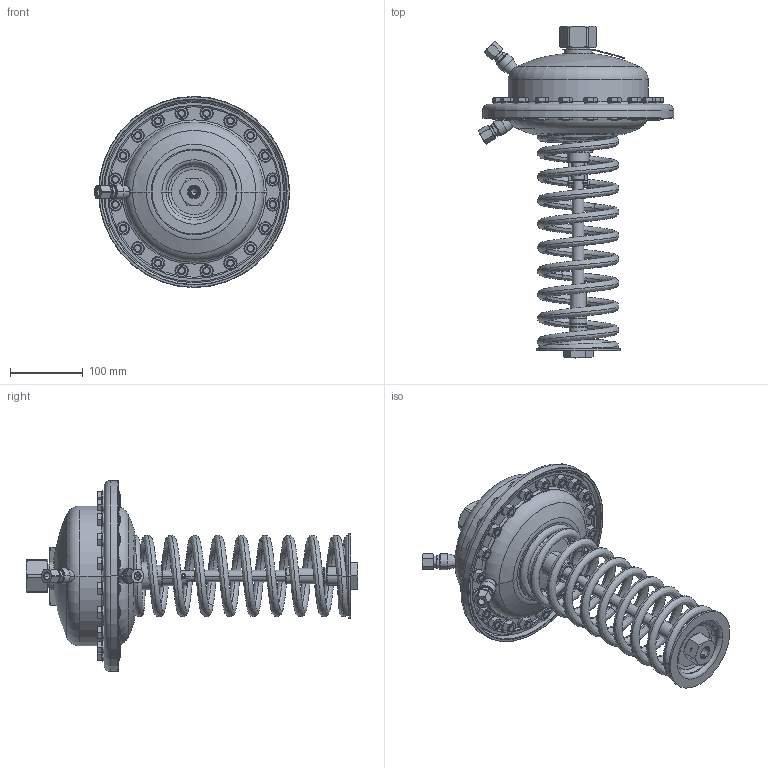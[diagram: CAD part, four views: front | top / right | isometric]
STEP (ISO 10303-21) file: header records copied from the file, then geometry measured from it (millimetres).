
FILE_DESCRIPTION((''),'2;1');
FILE_NAME('003G1016_ASM','2015-03-30T',('u317927'),('Danfoss'),'PRO/ENGINEER BY PARAMETRIC TECHNOLOGY CORPORATION, 2014000','PRO/ENGINEER BY PARAMETRIC TECHNOLOGY CORPORATION, 2014000','');
FILE_SCHEMA(('CONFIG_CONTROL_DESIGN'));
Length unit declared in the file: millimetre
Products named in the file (26): 8863073_2; 8863040_1; 8881045_1; 8863040_ASM_2_ASM; 8863055_1; 8863093_1; 8863072_1; 8863003_1; 8863042_ASM_1_ASM; 8863013_1; 8863006_1; 8539087_1; 8863011_1; 8863021_1; 8863023_1; 5201750_1; 5181800_1; 5191734_1; TESNILO_18X14_1; MANIFOLD_SOLID_BREP_106316; MANIFOLD_SOLID_BREP_107399; PRIKLJUCEK_2_1_ASM; 88810400_1; 5221571_1; 003G1016_ASM_1_ASM; 003G1016_ASM
Assembly tree (106 placements, depth 4):
  003G1016_ASM
    003G1016_ASM_1_ASM
      8863040_ASM_2_ASM
        8863073_2
        8863040_1
        8881045_1
      8863055_1  x2
      8863093_1
      8863042_ASM_1_ASM
        8863072_1
        8881045_1
        8863003_1
      8863013_1
      8863006_1
      8539087_1
      8863011_1
      8863021_1
      8863023_1
      5201750_1  x40
      5181800_1  x20
      5191734_1  x20
      TESNILO_18X14_1  x2
      PRIKLJUCEK_2_1_ASM  x2
        MANIFOLD_SOLID_BREP_106316
        MANIFOLD_SOLID_BREP_107399
      88810400_1
      5221571_1
Bounding box: 269.39 x 457.65 x 263.5 mm (x, y, z)
Volume: 1353414 mm3; surface area: 771562.8 mm2
Topology: 103 solids, 134 shells, 2156 faces, 5022 edges, 3162 vertices
Faces by surface type: cylinder 771, cone 614, plane 611, torus 136, sphere 12, bspline 12
Entity records: 101240 total; most frequent: CARTESIAN_POINT 80059, DIRECTION 4934, ORIENTED_EDGE 3900, AXIS2_PLACEMENT_3D 2167, EDGE_CURVE 1970, VERTEX_POINT 1284, CIRCLE 1164, EDGE_LOOP 1004
